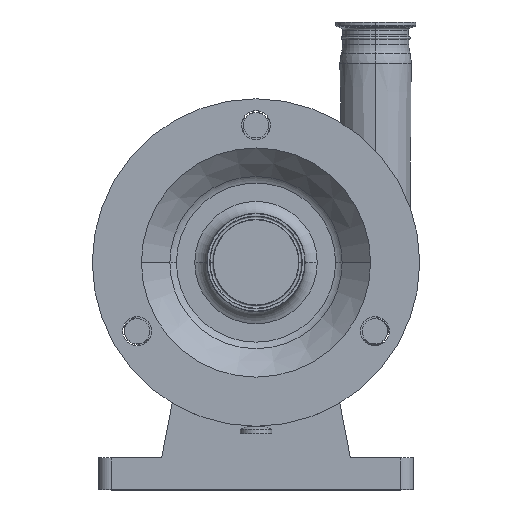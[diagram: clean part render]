
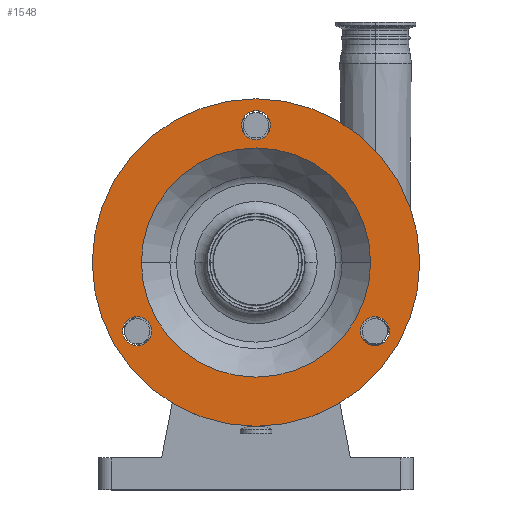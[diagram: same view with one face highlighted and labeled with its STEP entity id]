
A CAD part, top view. The second image highlights one B-rep face of the part: STEP entity #1548.
In plain terms, the highlighted planar face has unit normal (0, 0, 1).
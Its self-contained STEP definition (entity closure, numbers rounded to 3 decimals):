
#782 = VERTEX_POINT ( 'NONE', #20507 ) ;
#806 = VERTEX_POINT ( 'NONE', #20370 ) ;
#808 = EDGE_CURVE ( 'NONE', #806, #809, #20364, .T. ) ;
#809 = VERTEX_POINT ( 'NONE', #20414 ) ;
#921 = VERTEX_POINT ( 'NONE', #20524 ) ;
#928 = VERTEX_POINT ( 'NONE', #20556 ) ;
#948 = EDGE_CURVE ( 'NONE', #921, #928, #20813, .T. ) ;
#954 = VERTEX_POINT ( 'NONE', #20817 ) ;
#965 = VERTEX_POINT ( 'NONE', #20972 ) ;
#967 = EDGE_CURVE ( 'NONE', #954, #965, #20975, .T. ) ;
#1319 = EDGE_CURVE ( 'NONE', #782, #1388, #13125, .T. ) ;
#1328 = VERTEX_POINT ( 'NONE', #13029 ) ;
#1329 = VERTEX_POINT ( 'NONE', #13146 ) ;
#1388 = VERTEX_POINT ( 'NONE', #12797 ) ;
#1401 = EDGE_CURVE ( 'NONE', #1329, #1328, #12819, .T. ) ;
#1412 = ORIENTED_EDGE ( 'NONE', *, *, #808, .F. ) ;
#1413 = ORIENTED_EDGE ( 'NONE', *, *, #1453, .F. ) ;
#1417 = ORIENTED_EDGE ( 'NONE', *, *, #1615, .T. ) ;
#1418 = EDGE_LOOP ( 'NONE', ( #1602, #1598 ) ) ;
#1426 = EDGE_CURVE ( 'NONE', #965, #954, #12803, .T. ) ;
#1427 = EDGE_LOOP ( 'NONE', ( #1451, #1563 ) ) ;
#1431 = EDGE_LOOP ( 'NONE', ( #1413, #1412 ) ) ;
#1443 = ORIENTED_EDGE ( 'NONE', *, *, #1559, .F. ) ;
#1451 = ORIENTED_EDGE ( 'NONE', *, *, #1426, .F. ) ;
#1452 = ORIENTED_EDGE ( 'NONE', *, *, #948, .T. ) ;
#1453 = EDGE_CURVE ( 'NONE', #809, #806, #12839, .T. ) ;
#1454 = ORIENTED_EDGE ( 'NONE', *, *, #1401, .F. ) ;
#1472 = EDGE_CURVE ( 'NONE', #1388, #782, #12880, .T. ) ;
#1548 = ADVANCED_FACE ( 'NONE', ( #13432, #13369, #13367, #13427, #13426 ), #13366, .F. ) ;
#1549 = EDGE_LOOP ( 'NONE', ( #1443, #1454 ) ) ;
#1559 = EDGE_CURVE ( 'NONE', #1328, #1329, #13456, .T. ) ;
#1563 = ORIENTED_EDGE ( 'NONE', *, *, #967, .F. ) ;
#1580 = EDGE_LOOP ( 'NONE', ( #1452, #1417 ) ) ;
#1598 = ORIENTED_EDGE ( 'NONE', *, *, #1319, .F. ) ;
#1602 = ORIENTED_EDGE ( 'NONE', *, *, #1472, .F. ) ;
#1615 = EDGE_CURVE ( 'NONE', #928, #921, #14071, .T. ) ;
#12660 = CARTESIAN_POINT ( 'NONE',  ( 0., 109., 218.5 ) ) ;
#12663 = AXIS2_PLACEMENT_3D ( 'NONE', #12660, #12865, #12864 ) ;
#12797 = CARTESIAN_POINT ( 'NONE',  ( 91., 0., 218.5 ) ) ;
#12803 = CIRCLE ( 'NONE', #12663, 11.5 ) ;
#12815 = DIRECTION ( 'NONE',  ( -0.5, -0.866, 0. ) ) ;
#12816 = DIRECTION ( 'NONE',  ( 0., 0., 1. ) ) ;
#12817 = CARTESIAN_POINT ( 'NONE',  ( 94.397, -54.5, 218.5 ) ) ;
#12818 = AXIS2_PLACEMENT_3D ( 'NONE', #12817, #12816, #12815 ) ;
#12819 = CIRCLE ( 'NONE', #12818, 11.5 ) ;
#12830 = DIRECTION ( 'NONE',  ( -0.5, 0.866, 0. ) ) ;
#12831 = DIRECTION ( 'NONE',  ( 0., 0., 1. ) ) ;
#12832 = CARTESIAN_POINT ( 'NONE',  ( -94.397, -54.5, 218.5 ) ) ;
#12833 = AXIS2_PLACEMENT_3D ( 'NONE', #12832, #12831, #12830 ) ;
#12839 = CIRCLE ( 'NONE', #12833, 11.5 ) ;
#12864 = DIRECTION ( 'NONE',  ( 1., 0., 0. ) ) ;
#12865 = DIRECTION ( 'NONE',  ( 0., 0., 1. ) ) ;
#12880 = CIRCLE ( 'NONE', #13013, 91. ) ;
#12918 = CARTESIAN_POINT ( 'NONE',  ( 0., 0., 218.5 ) ) ;
#12978 = DIRECTION ( 'NONE',  ( 1., 0., 0. ) ) ;
#12980 = DIRECTION ( 'NONE',  ( 0., 0., 1. ) ) ;
#13013 = AXIS2_PLACEMENT_3D ( 'NONE', #12918, #12980, #12978 ) ;
#13029 = CARTESIAN_POINT ( 'NONE',  ( 88.647, -64.459, 218.5 ) ) ;
#13106 = CARTESIAN_POINT ( 'NONE',  ( 0., 0., 218.5 ) ) ;
#13125 = CIRCLE ( 'NONE', #13143, 91. ) ;
#13142 = DIRECTION ( 'NONE',  ( 1., 0., 0. ) ) ;
#13143 = AXIS2_PLACEMENT_3D ( 'NONE', #13106, #13151, #13142 ) ;
#13146 = CARTESIAN_POINT ( 'NONE',  ( 100.147, -44.541, 218.5 ) ) ;
#13151 = DIRECTION ( 'NONE',  ( 0., 0., 1. ) ) ;
#13366 = PLANE ( 'NONE',  #13368 ) ;
#13367 = FACE_BOUND ( 'NONE', #1427, .T. ) ;
#13368 = AXIS2_PLACEMENT_3D ( 'NONE', #13402, #13421, #13420 ) ;
#13369 = FACE_BOUND ( 'NONE', #1431, .T. ) ;
#13402 = CARTESIAN_POINT ( 'NONE',  ( 0., 39., 218.5 ) ) ;
#13416 = AXIS2_PLACEMENT_3D ( 'NONE', #13424, #13446, #13445 ) ;
#13420 = DIRECTION ( 'NONE',  ( -1., 0., 0. ) ) ;
#13421 = DIRECTION ( 'NONE',  ( 0., 0., -1. ) ) ;
#13424 = CARTESIAN_POINT ( 'NONE',  ( 94.397, -54.5, 218.5 ) ) ;
#13426 = FACE_BOUND ( 'NONE', #1418, .T. ) ;
#13427 = FACE_OUTER_BOUND ( 'NONE', #1580, .T. ) ;
#13432 = FACE_BOUND ( 'NONE', #1549, .T. ) ;
#13445 = DIRECTION ( 'NONE',  ( -0.5, -0.866, 0. ) ) ;
#13446 = DIRECTION ( 'NONE',  ( 0., 0., 1. ) ) ;
#13456 = CIRCLE ( 'NONE', #13416, 11.5 ) ;
#14068 = DIRECTION ( 'NONE',  ( 1., 0., 0. ) ) ;
#14069 = DIRECTION ( 'NONE',  ( 0., 0., 1. ) ) ;
#14070 = AXIS2_PLACEMENT_3D ( 'NONE', #14097, #14069, #14068 ) ;
#14071 = CIRCLE ( 'NONE', #14070, 130. ) ;
#14097 = CARTESIAN_POINT ( 'NONE',  ( 0., 0., 218.5 ) ) ;
#20323 = DIRECTION ( 'NONE',  ( -0.5, 0.866, 0. ) ) ;
#20324 = DIRECTION ( 'NONE',  ( 0., 0., 1. ) ) ;
#20325 = CARTESIAN_POINT ( 'NONE',  ( -94.397, -54.5, 218.5 ) ) ;
#20326 = AXIS2_PLACEMENT_3D ( 'NONE', #20325, #20324, #20323 ) ;
#20364 = CIRCLE ( 'NONE', #20326, 11.5 ) ;
#20370 = CARTESIAN_POINT ( 'NONE',  ( -88.647, -64.459, 218.5 ) ) ;
#20414 = CARTESIAN_POINT ( 'NONE',  ( -100.147, -44.541, 218.5 ) ) ;
#20507 = CARTESIAN_POINT ( 'NONE',  ( -91., 0., 218.5 ) ) ;
#20524 = CARTESIAN_POINT ( 'NONE',  ( 130., 0., 218.5 ) ) ;
#20556 = CARTESIAN_POINT ( 'NONE',  ( -130., 0., 218.5 ) ) ;
#20800 = CARTESIAN_POINT ( 'NONE',  ( 0., 0., 218.5 ) ) ;
#20810 = DIRECTION ( 'NONE',  ( 1., 0., 0. ) ) ;
#20811 = DIRECTION ( 'NONE',  ( 0., 0., 1. ) ) ;
#20812 = AXIS2_PLACEMENT_3D ( 'NONE', #20800, #20811, #20810 ) ;
#20813 = CIRCLE ( 'NONE', #20812, 130. ) ;
#20817 = CARTESIAN_POINT ( 'NONE',  ( -11.5, 109., 218.5 ) ) ;
#20964 = DIRECTION ( 'NONE',  ( 1., 0., 0. ) ) ;
#20965 = DIRECTION ( 'NONE',  ( 0., 0., 1. ) ) ;
#20966 = CARTESIAN_POINT ( 'NONE',  ( 0., 109., 218.5 ) ) ;
#20967 = AXIS2_PLACEMENT_3D ( 'NONE', #20966, #20965, #20964 ) ;
#20972 = CARTESIAN_POINT ( 'NONE',  ( 11.5, 109., 218.5 ) ) ;
#20975 = CIRCLE ( 'NONE', #20967, 11.5 ) ;
